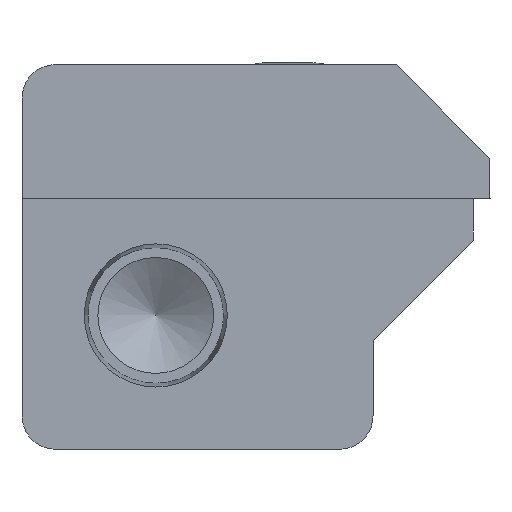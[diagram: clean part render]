
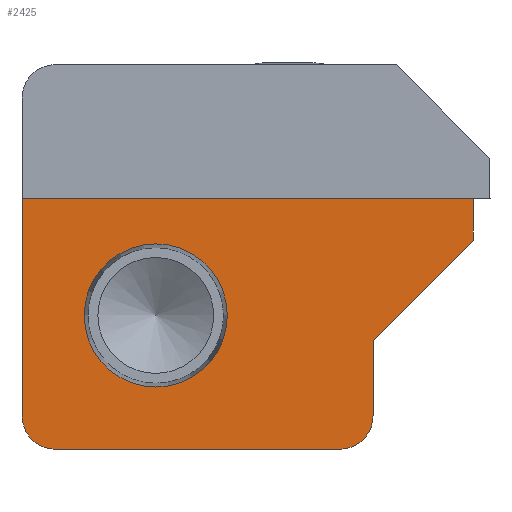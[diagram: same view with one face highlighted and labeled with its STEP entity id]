
A CAD part, left-side view. The second image highlights one B-rep face of the part: STEP entity #2425.
In plain terms, the highlighted planar face has unit normal (-1, 0, 0).
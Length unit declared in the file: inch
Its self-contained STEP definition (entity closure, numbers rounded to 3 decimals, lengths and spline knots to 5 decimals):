
#1764=CARTESIAN_POINT('',(-24.15499,11.9543,-1.0935));
#1765=VERTEX_POINT('',#1764);
#1766=CARTESIAN_POINT('',(-24.15499,11.68679,-1.0935));
#1767=DIRECTION('',(1.0,0.0,0.0));
#1768=DIRECTION('',(0.0,1.0,0.0));
#1769=AXIS2_PLACEMENT_3D('',#1766,#1767,#1768);
#1770=CIRCLE('',#1769,0.26751);
#1771=EDGE_CURVE('',#1765,#1765,#1770,.T.);
#2127=CARTESIAN_POINT('',(-24.15499,10.87429,-1.187));
#2128=VERTEX_POINT('',#2127);
#2135=CARTESIAN_POINT('',(-24.15499,10.87429,-1.4685));
#2136=VERTEX_POINT('',#2135);
#2137=CARTESIAN_POINT('',(-24.15499,10.87429,-1.187));
#2138=DIRECTION('',(0.0,0.0,-1.0));
#2139=VECTOR('',#2138,0.2815);
#2140=LINE('',#2137,#2139);
#2141=EDGE_CURVE('',#2128,#2136,#2140,.T.);
#2165=CARTESIAN_POINT('',(-24.15499,10.49929,-0.812));
#2166=VERTEX_POINT('',#2165);
#2173=CARTESIAN_POINT('',(-24.15499,10.49929,-0.812));
#2174=DIRECTION('',(0.0,0.707,-0.707));
#2175=VECTOR('',#2174,0.53033);
#2176=LINE('',#2173,#2175);
#2177=EDGE_CURVE('',#2166,#2128,#2176,.T.);
#2196=CARTESIAN_POINT('',(-24.15499,10.49929,-0.656));
#2197=VERTEX_POINT('',#2196);
#2204=CARTESIAN_POINT('',(-24.15499,10.49929,-0.656));
#2205=DIRECTION('',(0.0,0.0,-1.0));
#2206=VECTOR('',#2205,0.156);
#2207=LINE('',#2204,#2206);
#2208=EDGE_CURVE('',#2197,#2166,#2207,.T.);
#2227=CARTESIAN_POINT('',(-24.15499,12.18679,-0.656));
#2228=VERTEX_POINT('',#2227);
#2235=CARTESIAN_POINT('',(-24.15499,12.18679,-0.656));
#2236=DIRECTION('',(0.0,-1.0,0.0));
#2237=VECTOR('',#2236,1.6875);
#2238=LINE('',#2235,#2237);
#2239=EDGE_CURVE('',#2228,#2197,#2238,.T.);
#2267=CARTESIAN_POINT('',(-24.15499,12.18679,-1.4685));
#2268=VERTEX_POINT('',#2267);
#2275=CARTESIAN_POINT('',(-24.15499,12.18679,-1.4685));
#2276=DIRECTION('',(0.0,0.0,1.0));
#2277=VECTOR('',#2276,0.8125);
#2278=LINE('',#2275,#2277);
#2279=EDGE_CURVE('',#2268,#2228,#2278,.T.);
#2299=CARTESIAN_POINT('',(-24.15499,12.06179,-1.5935));
#2300=VERTEX_POINT('',#2299);
#2307=CARTESIAN_POINT('',(-24.15499,12.06179,-1.4685));
#2308=DIRECTION('',(1.,0.,0.));
#2309=DIRECTION('',(0.,0.707,-0.707));
#2310=AXIS2_PLACEMENT_3D('',#2307,#2308,#2309);
#2311=CIRCLE('',#2310,0.125);
#2312=EDGE_CURVE('',#2300,#2268,#2311,.T.);
#2331=CARTESIAN_POINT('',(-24.15499,10.99929,-1.5935));
#2332=VERTEX_POINT('',#2331);
#2339=CARTESIAN_POINT('',(-24.15499,10.99929,-1.5935));
#2340=DIRECTION('',(0.0,1.0,0.0));
#2341=VECTOR('',#2340,1.0625);
#2342=LINE('',#2339,#2341);
#2343=EDGE_CURVE('',#2332,#2300,#2342,.T.);
#2377=CARTESIAN_POINT('',(-24.15499,10.99929,-1.4685));
#2378=DIRECTION('',(1.,0.,0.));
#2379=DIRECTION('',(0.,-0.707,-0.707));
#2380=AXIS2_PLACEMENT_3D('',#2377,#2378,#2379);
#2381=CIRCLE('',#2380,0.125);
#2382=EDGE_CURVE('',#2136,#2332,#2381,.T.);
#2407=CARTESIAN_POINT('',(-24.15499,11.41349,-1.07429));
#2408=DIRECTION('',(1.0,0.0,0.0));
#2409=DIRECTION('',(0.0,0.0,-1.0));
#2410=AXIS2_PLACEMENT_3D('',#2407,#2408,#2409);
#2411=PLANE('',#2410);
#2412=ORIENTED_EDGE('',*,*,#2382,.F.);
#2413=ORIENTED_EDGE('',*,*,#2141,.F.);
#2414=ORIENTED_EDGE('',*,*,#2177,.F.);
#2415=ORIENTED_EDGE('',*,*,#2208,.F.);
#2416=ORIENTED_EDGE('',*,*,#2239,.F.);
#2417=ORIENTED_EDGE('',*,*,#2279,.F.);
#2418=ORIENTED_EDGE('',*,*,#2312,.F.);
#2419=ORIENTED_EDGE('',*,*,#2343,.F.);
#2420=EDGE_LOOP('',(#2412,#2413,#2414,#2415,#2416,#2417,#2418,#2419));
#2421=FACE_OUTER_BOUND('',#2420,.T.);
#2422=ORIENTED_EDGE('',*,*,#1771,.T.);
#2423=EDGE_LOOP('',(#2422));
#2424=FACE_BOUND('',#2423,.T.);
#2425=ADVANCED_FACE('',(#2421,#2424),#2411,.F.);
